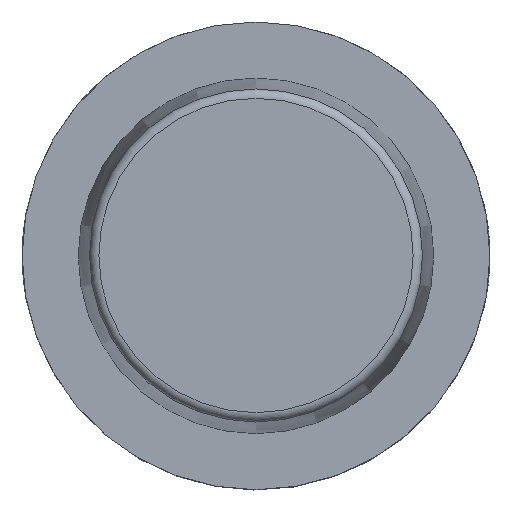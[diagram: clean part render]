
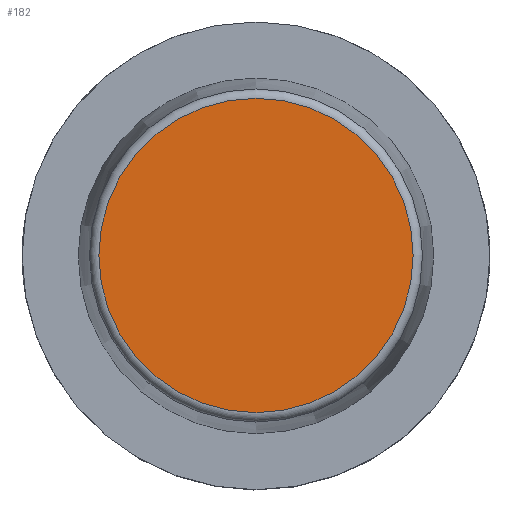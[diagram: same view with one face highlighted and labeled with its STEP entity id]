
A CAD part, top view. The second image highlights one B-rep face of the part: STEP entity #182.
In plain terms, the highlighted planar face has unit normal (0, 0, 1).
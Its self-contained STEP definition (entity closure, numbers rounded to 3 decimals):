
#52=PLANE('',#1471);
#121=FACE_OUTER_BOUND('',#552,.T.);
#182=ADVANCED_FACE('',(#121),#52,.F.);
#552=EDGE_LOOP('',(#746));
#746=ORIENTED_EDGE('',*,*,#1232,.T.);
#1072=VERTEX_POINT('',#2405);
#1232=EDGE_CURVE('',#1072,#1072,#1356,.T.);
#1356=CIRCLE('',#1470,33.6);
#1470=AXIS2_PLACEMENT_3D('',#2404,#1706,#1707);
#1471=AXIS2_PLACEMENT_3D('',#2406,#1708,#1709);
#1706=DIRECTION('',(0.,0.,1.));
#1707=DIRECTION('',(0.,1.,0.));
#1708=DIRECTION('',(0.,0.,-1.));
#1709=DIRECTION('',(0.,-1.,0.));
#2404=CARTESIAN_POINT('',(0.,0.,50.));
#2405=CARTESIAN_POINT('',(0.,33.6,50.));
#2406=CARTESIAN_POINT('',(0.,33.6,50.));
